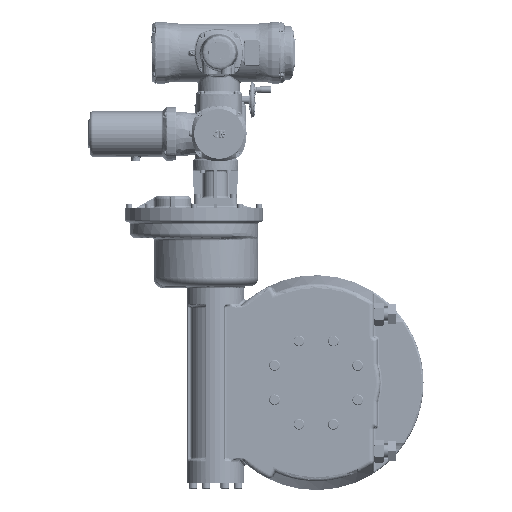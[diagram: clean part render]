
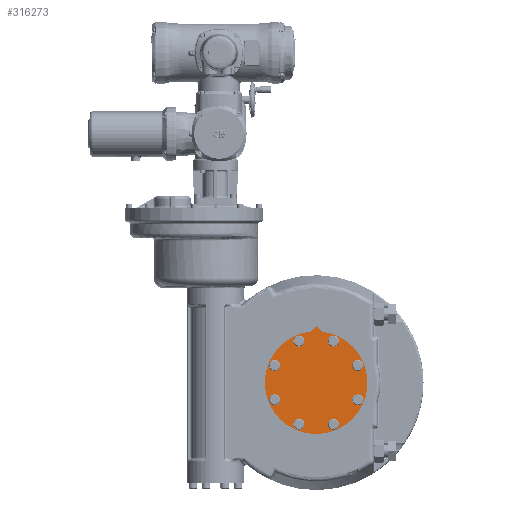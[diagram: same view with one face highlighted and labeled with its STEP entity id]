
A CAD part, left-side view. The second image highlights one B-rep face of the part: STEP entity #316273.
In plain terms, the highlighted planar face has unit normal (-1, 0, 0).
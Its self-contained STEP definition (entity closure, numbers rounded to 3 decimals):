
#8591=PLANE('',#331808);
#15183=LINE('',#486470,#29480);
#15184=LINE('',#486475,#29481);
#29480=VECTOR('',#358585,1000.);
#29481=VECTOR('',#358588,1000.);
#43710=CIRCLE('',#331809,15.35);
#43711=CIRCLE('',#331810,15.35);
#43712=CIRCLE('',#331811,15.35);
#43713=CIRCLE('',#331812,15.35);
#43714=CIRCLE('',#331813,142.5);
#43715=CIRCLE('',#331814,15.35);
#43716=CIRCLE('',#331815,15.35);
#43717=CIRCLE('',#331816,15.35);
#43718=CIRCLE('',#331817,15.35);
#66318=ORIENTED_EDGE('',*,*,#122914,.F.);
#66319=ORIENTED_EDGE('',*,*,#122915,.F.);
#66320=ORIENTED_EDGE('',*,*,#122916,.F.);
#66321=ORIENTED_EDGE('',*,*,#122917,.F.);
#66322=ORIENTED_EDGE('',*,*,#122918,.F.);
#66323=ORIENTED_EDGE('',*,*,#122919,.F.);
#66324=ORIENTED_EDGE('',*,*,#122920,.F.);
#66325=ORIENTED_EDGE('',*,*,#122921,.F.);
#66326=ORIENTED_EDGE('',*,*,#122922,.F.);
#66327=ORIENTED_EDGE('',*,*,#122923,.F.);
#66328=ORIENTED_EDGE('',*,*,#122924,.F.);
#122914=EDGE_CURVE('',#152147,#152147,#43710,.T.);
#122915=EDGE_CURVE('',#152148,#152148,#43711,.T.);
#122916=EDGE_CURVE('',#152149,#152149,#43712,.T.);
#122917=EDGE_CURVE('',#152150,#152150,#43713,.T.);
#122918=EDGE_CURVE('',#152151,#152152,#15183,.T.);
#122919=EDGE_CURVE('',#152153,#152151,#43714,.T.);
#122920=EDGE_CURVE('',#152152,#152153,#15184,.T.);
#122921=EDGE_CURVE('',#152154,#152154,#43715,.T.);
#122922=EDGE_CURVE('',#152155,#152155,#43716,.T.);
#122923=EDGE_CURVE('',#152156,#152156,#43717,.T.);
#122924=EDGE_CURVE('',#152157,#152157,#43718,.T.);
#152147=VERTEX_POINT('',#486463);
#152148=VERTEX_POINT('',#486465);
#152149=VERTEX_POINT('',#486467);
#152150=VERTEX_POINT('',#486469);
#152151=VERTEX_POINT('',#486471);
#152152=VERTEX_POINT('',#486472);
#152153=VERTEX_POINT('',#486474);
#152154=VERTEX_POINT('',#486477);
#152155=VERTEX_POINT('',#486479);
#152156=VERTEX_POINT('',#486481);
#152157=VERTEX_POINT('',#486483);
#181689=EDGE_LOOP('',(#66318));
#181690=EDGE_LOOP('',(#66319));
#181691=EDGE_LOOP('',(#66320));
#181692=EDGE_LOOP('',(#66321));
#181693=EDGE_LOOP('',(#66322,#66323,#66324));
#181694=EDGE_LOOP('',(#66325));
#181695=EDGE_LOOP('',(#66326));
#181696=EDGE_LOOP('',(#66327));
#181697=EDGE_LOOP('',(#66328));
#197498=FACE_BOUND('',#181689,.T.);
#197499=FACE_BOUND('',#181690,.T.);
#197500=FACE_BOUND('',#181691,.T.);
#197501=FACE_BOUND('',#181692,.T.);
#197502=FACE_BOUND('',#181693,.T.);
#197503=FACE_BOUND('',#181694,.T.);
#197504=FACE_BOUND('',#181695,.T.);
#197505=FACE_BOUND('',#181696,.T.);
#197506=FACE_BOUND('',#181697,.T.);
#316273=ADVANCED_FACE('',(#197498,#197499,#197500,#197501,#197502,#197503,
#197504,#197505,#197506),#8591,.F.);
#331808=AXIS2_PLACEMENT_3D('',#486461,#358575,#358576);
#331809=AXIS2_PLACEMENT_3D('',#486462,#358577,#358578);
#331810=AXIS2_PLACEMENT_3D('',#486464,#358579,#358580);
#331811=AXIS2_PLACEMENT_3D('',#486466,#358581,#358582);
#331812=AXIS2_PLACEMENT_3D('',#486468,#358583,#358584);
#331813=AXIS2_PLACEMENT_3D('',#486473,#358586,#358587);
#331814=AXIS2_PLACEMENT_3D('',#486476,#358589,#358590);
#331815=AXIS2_PLACEMENT_3D('',#486478,#358591,#358592);
#331816=AXIS2_PLACEMENT_3D('',#486480,#358593,#358594);
#331817=AXIS2_PLACEMENT_3D('',#486482,#358595,#358596);
#358575=DIRECTION('',(1.,0.,0.));
#358576=DIRECTION('',(0.,0.,1.));
#358577=DIRECTION('',(-1.,0.,0.));
#358578=DIRECTION('',(0.,-0.707,-0.707));
#358579=DIRECTION('',(-1.,0.,0.));
#358580=DIRECTION('',(0.,0.707,0.707));
#358581=DIRECTION('',(-1.,0.,0.));
#358582=DIRECTION('',(0.,0.,1.));
#358583=DIRECTION('',(-1.,0.,0.));
#358584=DIRECTION('',(0.,0.,-1.));
#358585=DIRECTION('',(0.,-0.707,0.707));
#358586=DIRECTION('',(1.,0.,0.));
#358587=DIRECTION('',(0.,0.,1.));
#358588=DIRECTION('',(0.,-0.707,-0.707));
#358589=DIRECTION('',(-1.,0.,0.));
#358590=DIRECTION('',(0.,-1.,0.));
#358591=DIRECTION('',(-1.,0.,0.));
#358592=DIRECTION('',(0.,1.,0.));
#358593=DIRECTION('',(-1.,0.,0.));
#358594=DIRECTION('',(0.,-0.707,0.707));
#358595=DIRECTION('',(-1.,0.,0.));
#358596=DIRECTION('',(0.,0.707,-0.707));
#486461=CARTESIAN_POINT('',(-78.,-279.45,-631.04));
#486462=CARTESIAN_POINT('',(-78.,-394.935,-678.876));
#486463=CARTESIAN_POINT('',(-78.,-405.789,-689.73));
#486464=CARTESIAN_POINT('',(-78.,-163.965,-583.205));
#486465=CARTESIAN_POINT('',(-78.,-153.111,-572.351));
#486466=CARTESIAN_POINT('',(-78.,-231.615,-515.555));
#486467=CARTESIAN_POINT('',(-78.,-231.615,-500.205));
#486468=CARTESIAN_POINT('',(-78.,-327.285,-746.525));
#486469=CARTESIAN_POINT('',(-78.,-327.285,-761.875));
#486470=CARTESIAN_POINT('',(-78.,-279.45,-474.04));
#486471=CARTESIAN_POINT('',(-78.,-264.123,-489.367));
#486472=CARTESIAN_POINT('',(-78.,-279.45,-474.04));
#486473=CARTESIAN_POINT('',(-78.,-279.45,-631.04));
#486474=CARTESIAN_POINT('',(-78.,-294.777,-489.367));
#486475=CARTESIAN_POINT('',(-78.,-279.45,-474.04));
#486476=CARTESIAN_POINT('',(-78.,-394.935,-583.205));
#486477=CARTESIAN_POINT('',(-78.,-410.285,-583.205));
#486478=CARTESIAN_POINT('',(-78.,-163.965,-678.876));
#486479=CARTESIAN_POINT('',(-78.,-148.615,-678.876));
#486480=CARTESIAN_POINT('',(-78.,-327.285,-515.555));
#486481=CARTESIAN_POINT('',(-78.,-338.14,-504.701));
#486482=CARTESIAN_POINT('',(-78.,-231.615,-746.525));
#486483=CARTESIAN_POINT('',(-78.,-220.76,-757.379));
